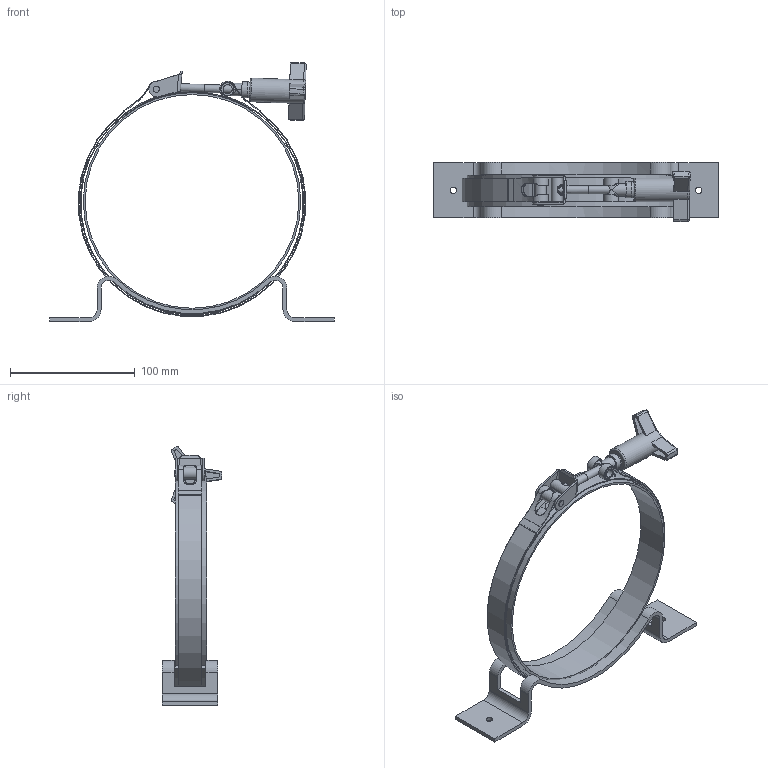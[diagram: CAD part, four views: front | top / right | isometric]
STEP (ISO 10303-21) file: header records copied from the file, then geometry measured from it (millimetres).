
FILE_DESCRIPTION(('STEP AP214'),'1');
FILE_NAME('[STEP AP214].stp','2020-12-01T19:09:39',(' '),(' '),'Spatial InterOp 3D',' ',' ');
FILE_SCHEMA(('automotive_design'));
Length unit declared in the file: metre
Products named in the file (9): 00CMK-0006-13$-0 (MH Cylinder Mounting Kit) [Customer Model]; 00CMB-048-000$-0 [00CMB-0048-00] (Cylinder Mounting Bracket, Saddle Style, Ø6.85 [CFFC-048, KF-050]); 00CMK-0054-01 (_6.75 Taut-Band Unit, QR) [DV]; Rubber Chafe Band; Ø6.75 Taut-Band; T-Band Component - Tensioner Seat; T-Band Component - Tensioner Screw ; T-Band Component - Quick-release Tab; 00CMK-0036-00 (Cylinder Mounting Knob, Tall)
Assembly tree (8 placements, depth 3):
  00CMK-0006-13$-0 (MH Cylinder Mounting Kit) [Customer Model]
    00CMB-048-000$-0 [00CMB-0048-00] (Cylinder Mounting Bracket, Saddle Style, Ø6.85 [CFFC-048, KF-050])
    00CMK-0054-01 (_6.75 Taut-Band Unit, QR) [DV]
      Rubber Chafe Band
      Ø6.75 Taut-Band
      T-Band Component - Tensioner Seat
      T-Band Component - Tensioner Screw 
      T-Band Component - Quick-release Tab
    00CMK-0036-00 (Cylinder Mounting Knob, Tall)
Bounding box: 228.6 x 47.63 x 207.87 mm (x, y, z)
Volume: 91191.8 mm3; surface area: 114304.7 mm2
Topology: 8 solids, 8 shells, 247 faces, 699 edges, 448 vertices
Faces by surface type: cylinder 110, plane 108, bspline 11, torus 9, sphere 8, cone 1
Full cylindrical faces by diameter (mm): 3.264 x1, 5.08 x2, 5.159 x2, 6.35 x3, 7.366 x1, 8.001 x2, 9.525 x1, 11.43 x1, 13.005 x1, 19.05 x1, 171.45 x1, 174.625 x1
Entity records: 13898 total; most frequent: CARTESIAN_POINT 5439, DIRECTION 1350, ORIENTED_EDGE 1302, EDGE_CURVE 651, AXIS2_PLACEMENT_3D 519, VERTEX_POINT 438, LINE 312, VECTOR 312
